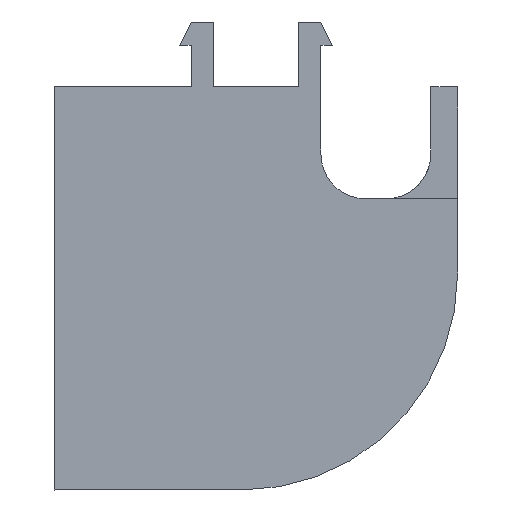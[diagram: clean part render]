
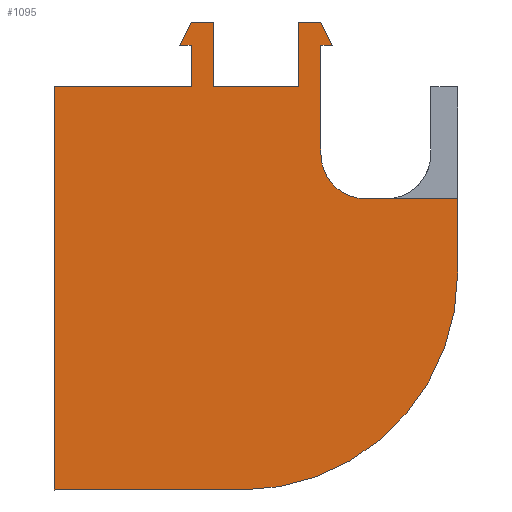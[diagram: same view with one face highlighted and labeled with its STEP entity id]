
A CAD part, front view. The second image highlights one B-rep face of the part: STEP entity #1095.
In plain terms, the highlighted planar face has unit normal (0, -1, 0).
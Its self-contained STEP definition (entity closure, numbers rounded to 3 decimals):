
#57=FACE_OUTER_BOUND('',#115,.T.);
#115=EDGE_LOOP('',(#824,#825,#826,#827,#828,#829,#830,#831,#832,#833,#834,
#835,#836,#837,#838,#839,#840,#841,#842));
#152=CIRCLE('',#1166,2.);
#154=CIRCLE('',#1179,9.643);
#191=LINE('',#1576,#325);
#194=LINE('',#1581,#328);
#196=LINE('',#1585,#330);
#198=LINE('',#1589,#332);
#200=LINE('',#1593,#334);
#202=LINE('',#1597,#336);
#204=LINE('',#1601,#338);
#206=LINE('',#1605,#340);
#208=LINE('',#1609,#342);
#210=LINE('',#1613,#344);
#212=LINE('',#1617,#346);
#216=LINE('',#1627,#350);
#217=LINE('',#1630,#351);
#228=LINE('',#1653,#362);
#229=LINE('',#1655,#363);
#231=LINE('',#1659,#365);
#232=LINE('',#1662,#366);
#325=VECTOR('',#1262,10.);
#328=VECTOR('',#1267,10.);
#330=VECTOR('',#1271,10.);
#332=VECTOR('',#1275,10.);
#334=VECTOR('',#1279,10.);
#336=VECTOR('',#1283,10.);
#338=VECTOR('',#1287,10.);
#340=VECTOR('',#1291,10.);
#342=VECTOR('',#1295,10.);
#344=VECTOR('',#1299,10.);
#346=VECTOR('',#1303,10.);
#350=VECTOR('',#1313,10.);
#351=VECTOR('',#1316,10.);
#362=VECTOR('',#1339,10.);
#363=VECTOR('',#1342,10.);
#365=VECTOR('',#1346,10.);
#366=VECTOR('',#1349,10.);
#461=VERTEX_POINT('',#1573);
#462=VERTEX_POINT('',#1575);
#463=VERTEX_POINT('',#1579);
#464=VERTEX_POINT('',#1583);
#465=VERTEX_POINT('',#1587);
#466=VERTEX_POINT('',#1591);
#467=VERTEX_POINT('',#1595);
#468=VERTEX_POINT('',#1599);
#469=VERTEX_POINT('',#1603);
#470=VERTEX_POINT('',#1607);
#471=VERTEX_POINT('',#1611);
#472=VERTEX_POINT('',#1615);
#473=VERTEX_POINT('',#1619);
#474=VERTEX_POINT('',#1621);
#475=VERTEX_POINT('',#1625);
#476=VERTEX_POINT('',#1629);
#482=VERTEX_POINT('',#1651);
#483=VERTEX_POINT('',#1657);
#484=VERTEX_POINT('',#1661);
#568=EDGE_CURVE('',#461,#462,#191,.T.);
#571=EDGE_CURVE('',#463,#461,#194,.T.);
#573=EDGE_CURVE('',#464,#463,#196,.T.);
#575=EDGE_CURVE('',#465,#464,#198,.T.);
#577=EDGE_CURVE('',#466,#465,#200,.T.);
#579=EDGE_CURVE('',#467,#466,#202,.T.);
#581=EDGE_CURVE('',#468,#467,#204,.T.);
#583=EDGE_CURVE('',#469,#468,#206,.T.);
#585=EDGE_CURVE('',#470,#469,#208,.T.);
#587=EDGE_CURVE('',#471,#470,#210,.T.);
#589=EDGE_CURVE('',#472,#471,#212,.T.);
#591=EDGE_CURVE('',#474,#473,#152,.T.);
#594=EDGE_CURVE('',#475,#473,#216,.T.);
#595=EDGE_CURVE('',#474,#476,#217,.T.);
#607=EDGE_CURVE('',#482,#475,#228,.T.);
#608=EDGE_CURVE('',#462,#482,#229,.T.);
#610=EDGE_CURVE('',#483,#472,#231,.T.);
#611=EDGE_CURVE('',#476,#484,#232,.T.);
#613=EDGE_CURVE('',#484,#483,#154,.T.);
#824=ORIENTED_EDGE('',*,*,#595,.F.);
#825=ORIENTED_EDGE('',*,*,#591,.T.);
#826=ORIENTED_EDGE('',*,*,#594,.F.);
#827=ORIENTED_EDGE('',*,*,#607,.F.);
#828=ORIENTED_EDGE('',*,*,#608,.F.);
#829=ORIENTED_EDGE('',*,*,#568,.F.);
#830=ORIENTED_EDGE('',*,*,#571,.F.);
#831=ORIENTED_EDGE('',*,*,#573,.F.);
#832=ORIENTED_EDGE('',*,*,#575,.F.);
#833=ORIENTED_EDGE('',*,*,#577,.F.);
#834=ORIENTED_EDGE('',*,*,#579,.F.);
#835=ORIENTED_EDGE('',*,*,#581,.F.);
#836=ORIENTED_EDGE('',*,*,#583,.F.);
#837=ORIENTED_EDGE('',*,*,#585,.F.);
#838=ORIENTED_EDGE('',*,*,#587,.F.);
#839=ORIENTED_EDGE('',*,*,#589,.F.);
#840=ORIENTED_EDGE('',*,*,#610,.F.);
#841=ORIENTED_EDGE('',*,*,#613,.F.);
#842=ORIENTED_EDGE('',*,*,#611,.F.);
#1046=PLANE('',#1180);
#1095=ADVANCED_FACE('',(#57),#1046,.F.);
#1166=AXIS2_PLACEMENT_3D('',#1622,#1307,#1308);
#1179=AXIS2_PLACEMENT_3D('',#1665,#1353,#1354);
#1180=AXIS2_PLACEMENT_3D('',#1666,#1355,#1356);
#1262=DIRECTION('',(0.432,0.,-0.902));
#1267=DIRECTION('',(1.,0.,0.));
#1271=DIRECTION('',(0.,0.,1.));
#1275=DIRECTION('',(1.,0.,0.));
#1279=DIRECTION('',(0.,0.,-1.));
#1283=DIRECTION('',(1.,0.,0.));
#1287=DIRECTION('',(0.432,0.,0.902));
#1291=DIRECTION('',(-1.,0.,0.));
#1295=DIRECTION('',(0.,0.,1.));
#1299=DIRECTION('',(1.,0.,0.));
#1303=DIRECTION('',(0.,0.,1.));
#1307=DIRECTION('center_axis',(0.,1.,0.));
#1308=DIRECTION('ref_axis',(-0.707,0.,-0.707));
#1313=DIRECTION('',(0.,0.,-1.));
#1316=DIRECTION('',(1.,0.,0.));
#1339=DIRECTION('',(0.,0.,-1.));
#1342=DIRECTION('',(-1.,0.,0.));
#1346=DIRECTION('',(-1.,0.,0.));
#1349=DIRECTION('',(0.,0.,-1.));
#1353=DIRECTION('center_axis',(0.,1.,0.));
#1354=DIRECTION('ref_axis',(-1.,0.,0.));
#1355=DIRECTION('center_axis',(0.,1.,0.));
#1356=DIRECTION('ref_axis',(0.,0.,1.));
#1573=CARTESIAN_POINT('',(1.9,-34.5,12.894));
#1575=CARTESIAN_POINT('',(2.4,-34.5,11.85));
#1576=CARTESIAN_POINT('',(1.9,-34.5,12.894));
#1579=CARTESIAN_POINT('',(0.9,-34.5,12.894));
#1581=CARTESIAN_POINT('',(0.9,-34.5,12.894));
#1583=CARTESIAN_POINT('',(0.9,-34.5,10.));
#1585=CARTESIAN_POINT('',(0.9,-34.5,9.6));
#1587=CARTESIAN_POINT('',(-2.9,-34.5,10.));
#1589=CARTESIAN_POINT('',(-10.,-34.5,10.));
#1591=CARTESIAN_POINT('',(-2.9,-34.5,12.894));
#1593=CARTESIAN_POINT('',(-2.9,-34.5,12.894));
#1595=CARTESIAN_POINT('',(-3.9,-34.5,12.894));
#1597=CARTESIAN_POINT('',(-3.9,-34.5,12.894));
#1599=CARTESIAN_POINT('',(-4.4,-34.5,11.85));
#1601=CARTESIAN_POINT('',(-4.4,-34.5,11.85));
#1603=CARTESIAN_POINT('',(-3.9,-34.5,11.85));
#1605=CARTESIAN_POINT('',(-3.9,-34.5,11.85));
#1607=CARTESIAN_POINT('',(-3.9,-34.5,10.));
#1609=CARTESIAN_POINT('',(-3.9,-34.5,9.6));
#1611=CARTESIAN_POINT('',(-10.,-34.5,10.));
#1613=CARTESIAN_POINT('',(-10.,-34.5,10.));
#1615=CARTESIAN_POINT('',(-10.,-34.5,-8.));
#1617=CARTESIAN_POINT('',(-10.,-34.5,-10.));
#1619=CARTESIAN_POINT('',(1.9,-34.5,7.));
#1621=CARTESIAN_POINT('',(3.9,-34.5,5.));
#1622=CARTESIAN_POINT('Origin',(3.9,-34.5,7.));
#1625=CARTESIAN_POINT('',(1.9,-34.5,10.));
#1627=CARTESIAN_POINT('',(1.9,-34.5,5.));
#1629=CARTESIAN_POINT('',(8.,-34.5,5.));
#1630=CARTESIAN_POINT('',(2.475,-34.5,5.));
#1651=CARTESIAN_POINT('',(1.9,-34.5,11.85));
#1653=CARTESIAN_POINT('',(1.9,-34.5,12.894));
#1655=CARTESIAN_POINT('',(2.4,-34.5,11.85));
#1657=CARTESIAN_POINT('',(-1.643,-34.5,-8.));
#1659=CARTESIAN_POINT('',(-5.,-34.5,-8.));
#1661=CARTESIAN_POINT('',(8.,-34.5,1.643));
#1662=CARTESIAN_POINT('',(8.,-34.5,0.822));
#1665=CARTESIAN_POINT('Origin',(-1.643,-34.5,1.643));
#1666=CARTESIAN_POINT('Origin',(0.,-34.5,0.));
